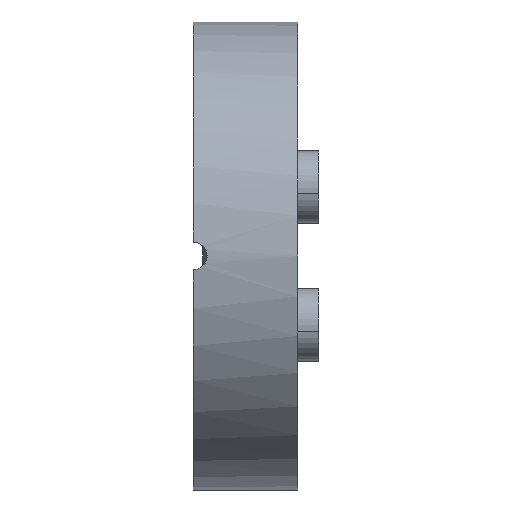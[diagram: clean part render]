
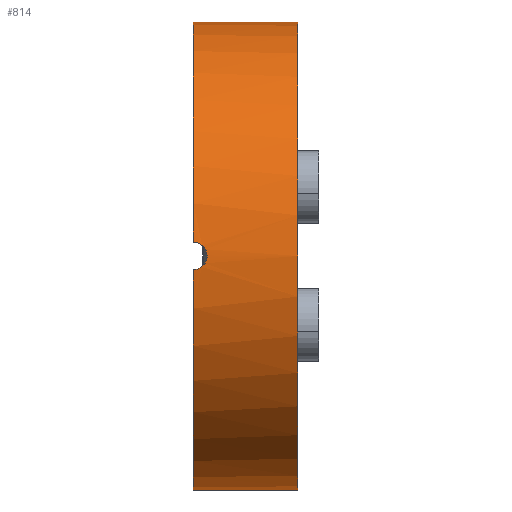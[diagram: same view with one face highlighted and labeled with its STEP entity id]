
A CAD part, left-side view. The second image highlights one B-rep face of the part: STEP entity #814.
In plain terms, the highlighted cylindrical face has radius 17 mm (diameter 34 mm), a partial arc.
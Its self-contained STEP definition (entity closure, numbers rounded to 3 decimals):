
#21 = CARTESIAN_POINT ( 'NONE',  ( 0., -7.6, 0. ) ) ;
#39 = CARTESIAN_POINT ( 'NONE',  ( -17., -1., 0.131 ) ) ;
#48 = AXIS2_PLACEMENT_3D ( 'NONE', #1280, #1140, #622 ) ;
#59 = DIRECTION ( 'NONE',  ( 0., 0., 1. ) ) ;
#70 = CARTESIAN_POINT ( 'NONE',  ( -16.972, -0.262, 0.974 ) ) ;
#88 = AXIS2_PLACEMENT_3D ( 'NONE', #21, #1652, #1679 ) ;
#101 = ORIENTED_EDGE ( 'NONE', *, *, #151, .F. ) ;
#107 = EDGE_CURVE ( 'NONE', #2040, #1467, #375, .T. ) ;
#137 = ORIENTED_EDGE ( 'NONE', *, *, #679, .T. ) ;
#145 = EDGE_LOOP ( 'NONE', ( #201, #137, #449, #101, #584, #559 ) ) ;
#151 = EDGE_CURVE ( 'NONE', #2040, #702, #1027, .T. ) ;
#155 = CARTESIAN_POINT ( 'NONE',  ( -16.989, -0.801, -0.613 ) ) ;
#171 = CARTESIAN_POINT ( 'NONE',  ( -16.978, -0.521, -0.893 ) ) ;
#201 = ORIENTED_EDGE ( 'NONE', *, *, #991, .F. ) ;
#203 = CARTESIAN_POINT ( 'NONE',  ( -16.978, -0.504, 0.874 ) ) ;
#214 = CARTESIAN_POINT ( 'NONE',  ( -16.981, -0.615, 0.799 ) ) ;
#239 = LINE ( 'NONE', #923, #538 ) ;
#252 = EDGE_CURVE ( 'NONE', #1197, #1467, #530, .T. ) ;
#339 = VERTEX_POINT ( 'NONE', #1950 ) ;
#375 = B_SPLINE_CURVE_WITH_KNOTS ( 'NONE', 3,
 ( #1349, #1721, #70, #203, #214, #898, #574, #1846, #39, #1559, #730, #395, #155, #171, #662, #1325 ),
 .UNSPECIFIED., .F., .F.,
 ( 4, 2, 2, 2, 2, 2, 2, 4 ),
 ( 0., 0., 0.001, 0.001, 0.002, 0.002, 0.002, 0.003 ),
 .UNSPECIFIED. ) ;
#395 = CARTESIAN_POINT ( 'NONE',  ( -16.993, -0.874, -0.503 ) ) ;
#425 = LINE ( 'NONE', #435, #1552 ) ;
#435 = CARTESIAN_POINT ( 'NONE',  ( 0., -7.6, 17. ) ) ;
#449 = ORIENTED_EDGE ( 'NONE', *, *, #501, .T. ) ;
#501 = EDGE_CURVE ( 'NONE', #339, #702, #425, .T. ) ;
#530 = CIRCLE ( 'NONE', #2181, 17. ) ;
#538 = VECTOR ( 'NONE', #1924, 1000. ) ;
#559 = ORIENTED_EDGE ( 'NONE', *, *, #252, .F. ) ;
#574 = CARTESIAN_POINT ( 'NONE',  ( -16.993, -0.874, 0.503 ) ) ;
#584 = ORIENTED_EDGE ( 'NONE', *, *, #107, .T. ) ;
#600 = CARTESIAN_POINT ( 'NONE',  ( -16.971, 0., -1. ) ) ;
#622 = DIRECTION ( 'NONE',  ( 0., 0., 1. ) ) ;
#662 = CARTESIAN_POINT ( 'NONE',  ( -16.971, -0.264, -1. ) ) ;
#679 = EDGE_CURVE ( 'NONE', #955, #339, #2152, .T. ) ;
#702 = VERTEX_POINT ( 'NONE', #1536 ) ;
#730 = CARTESIAN_POINT ( 'NONE',  ( -16.998, -0.974, -0.261 ) ) ;
#755 = CARTESIAN_POINT ( 'NONE',  ( 0., 0., -17. ) ) ;
#783 = CYLINDRICAL_SURFACE ( 'NONE', #48, 17. ) ;
#814 = ADVANCED_FACE ( 'NONE', ( #862 ), #783, .T. ) ;
#817 = AXIS2_PLACEMENT_3D ( 'NONE', #1878, #1698, #59 ) ;
#862 = FACE_OUTER_BOUND ( 'NONE', #145, .T. ) ;
#898 = CARTESIAN_POINT ( 'NONE',  ( -16.989, -0.799, 0.615 ) ) ;
#923 = CARTESIAN_POINT ( 'NONE',  ( 0., -7.6, -17. ) ) ;
#940 = CARTESIAN_POINT ( 'NONE',  ( 0., 0., 0. ) ) ;
#955 = VERTEX_POINT ( 'NONE', #1771 ) ;
#991 = EDGE_CURVE ( 'NONE', #955, #1197, #239, .T. ) ;
#1027 = CIRCLE ( 'NONE', #817, 17. ) ;
#1115 = DIRECTION ( 'NONE',  ( 0., 1., 0. ) ) ;
#1140 = DIRECTION ( 'NONE',  ( 0., 1., 0. ) ) ;
#1197 = VERTEX_POINT ( 'NONE', #755 ) ;
#1264 = DIRECTION ( 'NONE',  ( 0., 1., 0. ) ) ;
#1280 = CARTESIAN_POINT ( 'NONE',  ( 0., -7.6, 0. ) ) ;
#1325 = CARTESIAN_POINT ( 'NONE',  ( -16.971, 0., -1. ) ) ;
#1349 = CARTESIAN_POINT ( 'NONE',  ( -16.971, 0., 1. ) ) ;
#1467 = VERTEX_POINT ( 'NONE', #600 ) ;
#1536 = CARTESIAN_POINT ( 'NONE',  ( 0., 0., 17. ) ) ;
#1552 = VECTOR ( 'NONE', #1115, 1000. ) ;
#1559 = CARTESIAN_POINT ( 'NONE',  ( -17., -1., -0.13 ) ) ;
#1652 = DIRECTION ( 'NONE',  ( 0., 1., 0. ) ) ;
#1679 = DIRECTION ( 'NONE',  ( 0., 0., 1. ) ) ;
#1698 = DIRECTION ( 'NONE',  ( 0., 1., 0. ) ) ;
#1721 = CARTESIAN_POINT ( 'NONE',  ( -16.971, -0.132, 1. ) ) ;
#1771 = CARTESIAN_POINT ( 'NONE',  ( 0., -7.6, -17. ) ) ;
#1846 = CARTESIAN_POINT ( 'NONE',  ( -16.998, -0.974, 0.263 ) ) ;
#1878 = CARTESIAN_POINT ( 'NONE',  ( 0., 0., 0. ) ) ;
#1924 = DIRECTION ( 'NONE',  ( 0., 1., 0. ) ) ;
#1950 = CARTESIAN_POINT ( 'NONE',  ( 0., -7.6, 17. ) ) ;
#2040 = VERTEX_POINT ( 'NONE', #2127 ) ;
#2127 = CARTESIAN_POINT ( 'NONE',  ( -16.971, 0., 1. ) ) ;
#2152 = CIRCLE ( 'NONE', #88, 17. ) ;
#2156 = DIRECTION ( 'NONE',  ( 0., 0., 1. ) ) ;
#2181 = AXIS2_PLACEMENT_3D ( 'NONE', #940, #1264, #2156 ) ;
